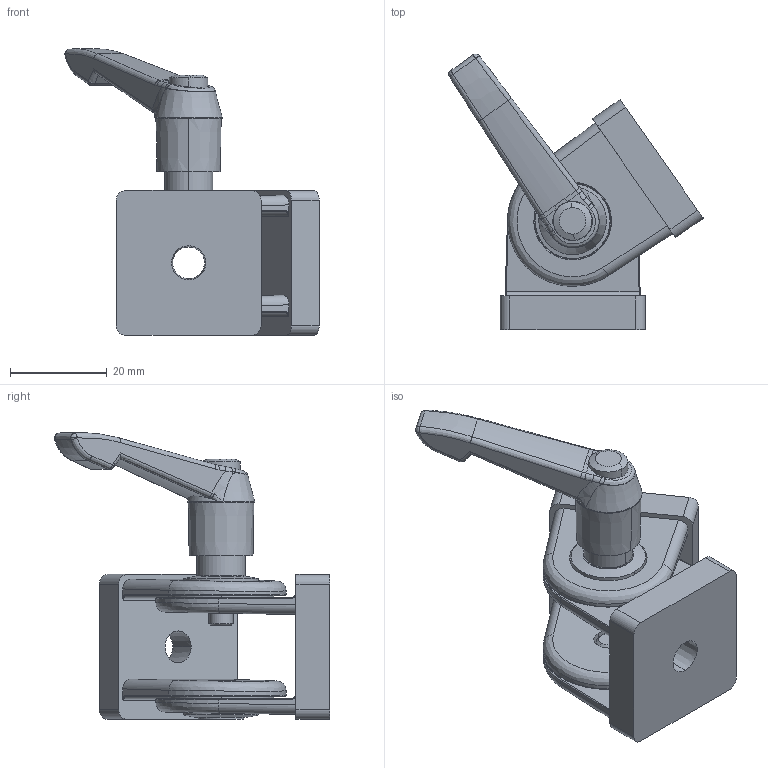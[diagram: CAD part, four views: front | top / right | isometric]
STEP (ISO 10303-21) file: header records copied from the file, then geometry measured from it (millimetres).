
FILE_DESCRIPTION (( 'STEP AP214' ), '1' );
FILE_NAME ('71264102', '2019-02-04T09:48:20', ( '' ), ('JUGARD+KÜNSTNER GmbH'), 'SwSTEP 2.0', 'SolidWorks 2017', '' );
FILE_SCHEMA (( 'AUTOMOTIVE_DESIGN' ));
Length unit declared in the file: millimetre
Products named in the file (10): Kopie von 3_2^71264102; Kopie von 2_5^71264102; Kopie von 1_5^71264102; Kopie von 2_4^71264102; Kopie von Gelenk_4^71264102; Kopie von Gelenk-6 30 KH S-N^71264102; Kopie von 3_3^71264102; Kopie von 1_4^71264102; Kopie von 4^71264102; 71264102_CNAJF00
Assembly tree (9 placements, depth 2):
  71264102_CNAJF00
    Kopie von Gelenk-6 30 KH S-N^71264102
    Kopie von Gelenk_4^71264102
    Kopie von 1_4^71264102
    Kopie von 1_5^71264102
    Kopie von 2_4^71264102
    Kopie von 2_5^71264102
    Kopie von 3_2^71264102
    Kopie von 3_3^71264102
    Kopie von 4^71264102
Bounding box: 52.68 x 57.04 x 59.35 mm (x, y, z)
Volume: 25475.7 mm3; surface area: 16622 mm2
Topology: 9 solids, 10 shells, 341 faces, 846 edges, 540 vertices
Faces by surface type: cylinder 108, bspline 107, plane 75, cone 51
Entity records: 19491 total; most frequent: CARTESIAN_POINT 7987, ORIENTED_EDGE 1678, DIRECTION 1347, EDGE_CURVE 839, AXIS2_PLACEMENT_3D 551, VERTEX_POINT 540, EDGE_LOOP 385, UNCERTAINTY_MEASURE_WITH_UNIT 369
